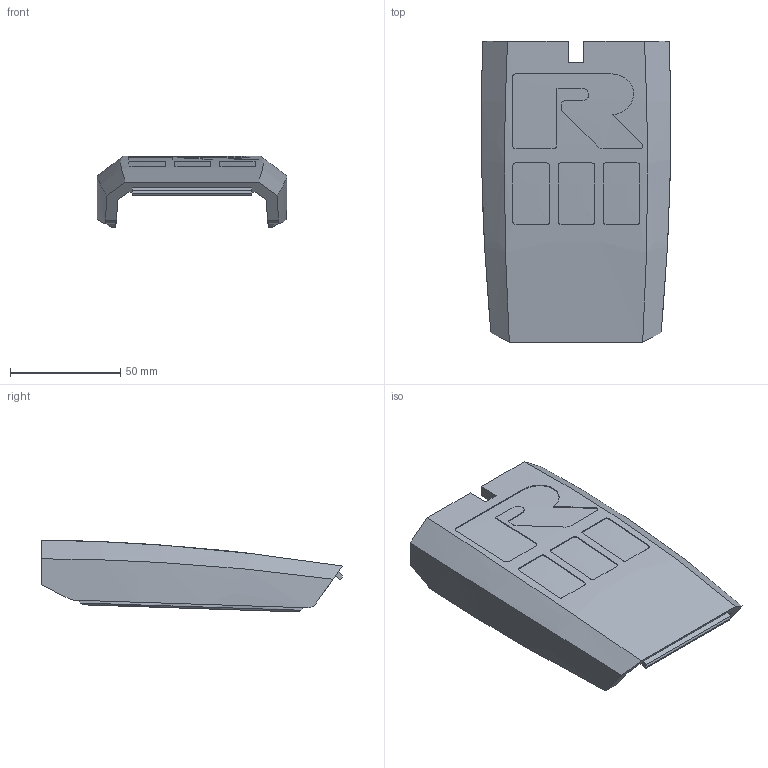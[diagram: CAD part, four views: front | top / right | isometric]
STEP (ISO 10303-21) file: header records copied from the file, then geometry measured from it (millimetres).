
FILE_DESCRIPTION(/* description */ (''),/* implementation_level */ '2;1');
FILE_NAME(/* name */ 'Canopy.step',/* time_stamp */ '2024-11-26T12:14:23+01:00',/* author */ (''),/* organization */ (''),/* preprocessor_version */ 'ST-DEVELOPER v20',/* originating_system */ 'Autodesk Translation Framework v13.20.0.188',/* authorisation */ '');
FILE_SCHEMA (('AUTOMOTIVE_DESIGN { 1 0 10303 214 3 1 1 }'));
Length unit declared in the file: millimetre
Products named in the file (1): Canopy
Bounding box: 85.94 x 136.59 x 32.61 mm (x, y, z)
Volume: 75893.4 mm3; surface area: 34107 mm2
Topology: 1 solids, 1 shells, 104 faces, 288 edges, 190 vertices
Faces by surface type: bspline 53, plane 47, cylinder 4
Entity records: 4757 total; most frequent: CARTESIAN_POINT 2599, ORIENTED_EDGE 576, EDGE_CURVE 288, DIRECTION 200, B_SPLINE_CURVE_WITH_KNOTS 192, VERTEX_POINT 190, EDGE_LOOP 108, FACE_OUTER_BOUND 104
